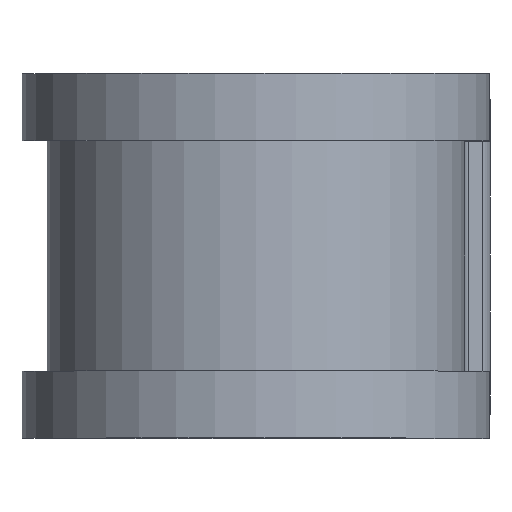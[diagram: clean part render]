
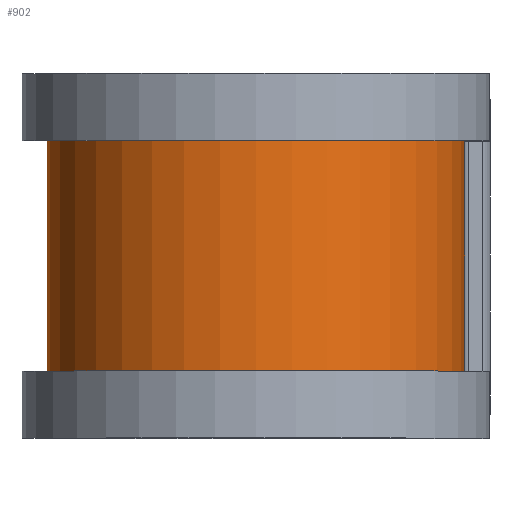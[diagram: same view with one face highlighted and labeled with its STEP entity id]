
A CAD part, top view. The second image highlights one B-rep face of the part: STEP entity #902.
In plain terms, the highlighted cylindrical face has radius 12.649 mm (diameter 25.298 mm), a partial arc.
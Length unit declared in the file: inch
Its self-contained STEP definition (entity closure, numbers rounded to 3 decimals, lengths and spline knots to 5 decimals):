
#2 = CARTESIAN_POINT ( 'NONE',  ( 0., 0.375, -0.498 ) ) ;
#82 = CARTESIAN_POINT ( 'NONE',  ( 0., -0.275, 0. ) ) ;
#150 = VERTEX_POINT ( 'NONE', #357 ) ;
#162 = VECTOR ( 'NONE', #1738, 39.37008 ) ;
#183 = DIRECTION ( 'NONE',  ( 0., -1., 0. ) ) ;
#208 = CARTESIAN_POINT ( 'NONE',  ( 0., 0.275, 0. ) ) ;
#261 = ORIENTED_EDGE ( 'NONE', *, *, #322, .F. ) ;
#322 = EDGE_CURVE ( 'NONE', #543, #1561, #1382, .T. ) ;
#340 = DIRECTION ( 'NONE',  ( 0., -1., 0. ) ) ;
#357 = CARTESIAN_POINT ( 'NONE',  ( 0., -0.275, -0.498 ) ) ;
#398 = AXIS2_PLACEMENT_3D ( 'NONE', #451, #1422, #1276 ) ;
#400 = ORIENTED_EDGE ( 'NONE', *, *, #663, .T. ) ;
#433 = EDGE_CURVE ( 'NONE', #543, #1596, #1576, .T. ) ;
#442 = DIRECTION ( 'NONE',  ( 0., 0., -1. ) ) ;
#451 = CARTESIAN_POINT ( 'NONE',  ( 0., 0.375, 0. ) ) ;
#509 = EDGE_CURVE ( 'NONE', #1561, #150, #1719, .T. ) ;
#534 = LINE ( 'NONE', #2, #162 ) ;
#543 = VERTEX_POINT ( 'NONE', #1402 ) ;
#663 = EDGE_CURVE ( 'NONE', #1596, #150, #534, .T. ) ;
#722 = CARTESIAN_POINT ( 'NONE',  ( 0.498, -0.275, 0. ) ) ;
#739 = CARTESIAN_POINT ( 'NONE',  ( 0., 0.275, -0.498 ) ) ;
#799 = AXIS2_PLACEMENT_3D ( 'NONE', #208, #340, #1368 ) ;
#902 = ADVANCED_FACE ( 'NONE', ( #1111 ), #1456, .T. ) ;
#934 = ORIENTED_EDGE ( 'NONE', *, *, #509, .F. ) ;
#1061 = EDGE_LOOP ( 'NONE', ( #261, #1729, #400, #934 ) ) ;
#1103 = DIRECTION ( 'NONE',  ( 0., -1., 0. ) ) ;
#1111 = FACE_OUTER_BOUND ( 'NONE', #1061, .T. ) ;
#1276 = DIRECTION ( 'NONE',  ( 0., 0., -1. ) ) ;
#1368 = DIRECTION ( 'NONE',  ( 0., 0., -1. ) ) ;
#1382 = LINE ( 'NONE', #1383, #1388 ) ;
#1383 = CARTESIAN_POINT ( 'NONE',  ( 0.498, 0.375, 0. ) ) ;
#1388 = VECTOR ( 'NONE', #1103, 39.37008 ) ;
#1402 = CARTESIAN_POINT ( 'NONE',  ( 0.498, 0.275, 0. ) ) ;
#1422 = DIRECTION ( 'NONE',  ( 0., -1., 0. ) ) ;
#1456 = CYLINDRICAL_SURFACE ( 'NONE', #398, 0.498 ) ;
#1561 = VERTEX_POINT ( 'NONE', #722 ) ;
#1576 = CIRCLE ( 'NONE', #799, 0.498 ) ;
#1596 = VERTEX_POINT ( 'NONE', #739 ) ;
#1628 = AXIS2_PLACEMENT_3D ( 'NONE', #82, #183, #442 ) ;
#1719 = CIRCLE ( 'NONE', #1628, 0.498 ) ;
#1729 = ORIENTED_EDGE ( 'NONE', *, *, #433, .T. ) ;
#1738 = DIRECTION ( 'NONE',  ( 0., -1., 0. ) ) ;
